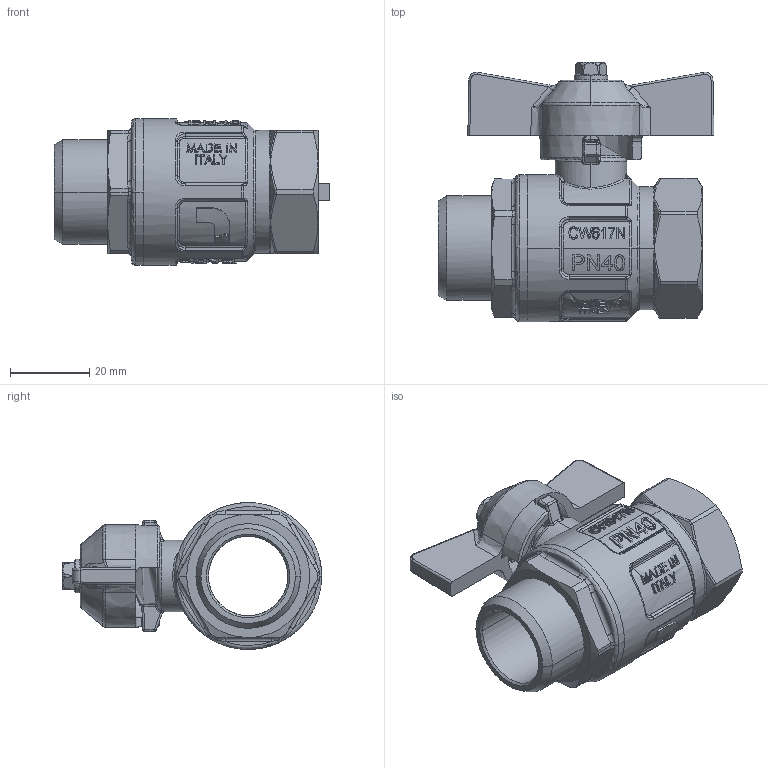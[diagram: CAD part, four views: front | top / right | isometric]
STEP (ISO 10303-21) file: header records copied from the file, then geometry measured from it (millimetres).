
FILE_DESCRIPTION (( 'STEP AP214' ), '1' );
FILE_NAME ('IT-IDEAL09305_R.STEP', '2018-09-21T13:42:22', ( '' ), ( '' ), 'SwSTEP 2.0', 'SolidWorks 2018', '' );
FILE_SCHEMA (( 'AUTOMOTIVE_DESIGN' ));
Length unit declared in the file: millimetre
Products named in the file (1): IT-IDEAL09305_R
Bounding box: 69.5 x 65.3 x 37 mm (x, y, z)
Surface area: 18779.8 mm2 (no closed solid volume)
Topology: 0 solids, 9 shells, 870 faces, 2237 edges, 1367 vertices
Faces by surface type: bspline 284, plane 265, cylinder 166, torus 72, cone 55, sphere 28
Entity records: 42537 total; most frequent: CARTESIAN_POINT 27433, ORIENTED_EDGE 4273, EDGE_CURVE 2188, B_SPLINE_CURVE_WITH_KNOTS 2063, VERTEX_POINT 1367, DIRECTION 1172, EDGE_LOOP 922, ADVANCED_FACE 869
